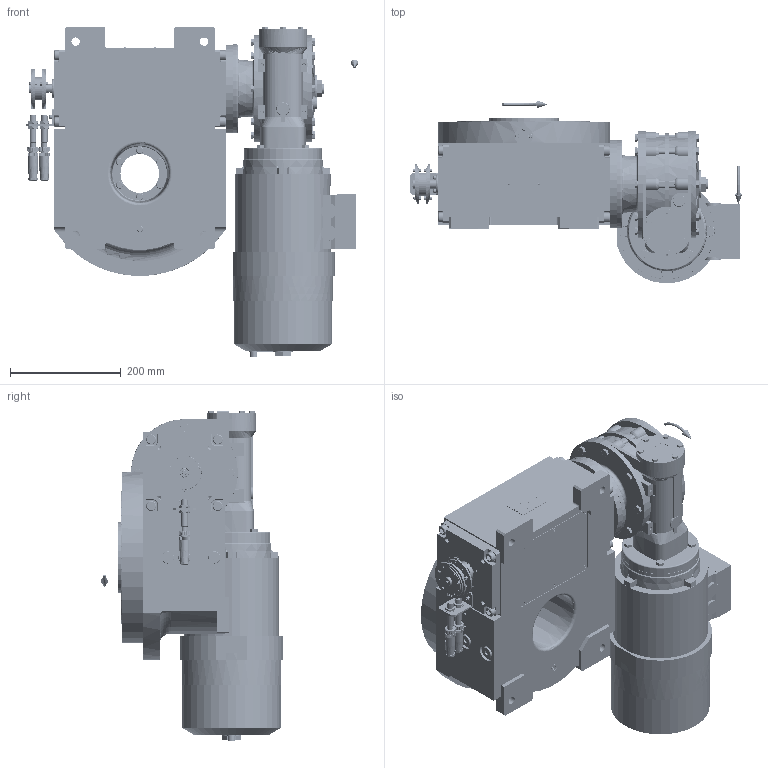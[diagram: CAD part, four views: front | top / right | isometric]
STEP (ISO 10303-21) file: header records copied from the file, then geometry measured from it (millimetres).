
FILE_DESCRIPTION (( 'STEP AP203' ), '1' );
FILE_NAME ('PC5201699.step', '2025-11-27T07:26:57', ( '' ), ( '' ), 'SwSTEP 2.0', 'SolidWorks 2020', '' );
FILE_SCHEMA (( 'CONFIG_CONTROL_DESIGN' ));
Length unit declared in the file: millimetre
Products named in the file (96): cfn2401_02_005; cfn2000_01_126; cfn2276_01_056; cfn2104_01_018; cfn2055_01_002; AS_cfn2400_04_024; cfn2003_01_054; AS_900_38_30_003; cfn2000_01_081; PC5201699; RIG09_005_AF0.stp; cfn2000_01_099; freccia_angolare_albero; cfn2155_01_196; cfn2151_01_115; AS_rig09_002_bl_003; AS_900_38_10_028; CFN2000_01_185.stp; cfn2115_02_057; CFN2104_02_018.stp; AS_rig09_004; CFN2155_01_195.stp; rig09_071_8_m.stp; rig09_002_bl_003; olio_agip_blasia_150; RIG09_021_AF0.stp; freccia_angolare; cfn2107_01_001; cfn2155_01_095; rig09_016; cfn2000_01_161; CFN2010_02_002.stp; cfn2115_02_058; RMI85_F3_LCB_SX_90B14; AS_rig09_017; CFN2203_02_002.stp; rig09_004; cfn2151_01_167; 900_38_10_028; CFN2223_02_003.stp ...
Assembly tree (88 placements, depth 5):
  cfn2276_01_056
  PC5201699
    rig09_001_a
    AS_cfn2476_01_002_60x46
      cfn2476_01_002_60x46
      cfn2107_01_001
      cfn2107_01_001
    AS_rig09_071_8_m
      rig09_071_8_m.stp
        RIG09_005_ASM.stp
          RIG09_005_AF0.stp
          RIG09_021_AF0.stp
          CFN2000_01_185.stp
          CFN2000_01_185.stp
          CFN2104_02_018.stp
        CFN2155_01_195.stp
        CFN2010_02_002.stp
      rig09_003_8
      cfn2000_01_099
      cfn2000_01_099
      cfn2000_01_099
      cfn2000_01_099
      cfn2000_01_099
      cfn2000_01_099
      cfn2000_01_099
      cfn2000_01_099
      cfn2104_01_018  x2
    AS_rig09_017
      rig09_017
      cfn2000_01_126
      cfn2000_01_126
      cfn2000_01_126
      cfn2000_01_126
      cfn2000_01_126
      cfn2000_01_126
      cfn2155_01_196
    AS_rig09_004
      rig09_004
      cfn2000_01_081
      cfn2155_01_095
      cfn2070_05_009
      cfn2000_01_081
      cfn2000_01_081
      cfn2000_01_081
    AS_rig09_004
      rig09_004
      cfn2000_01_081
      cfn2155_01_095
      cfn2070_05_009
      cfn2000_01_081
      cfn2000_01_081
      cfn2000_01_081
    AS_rig09_002_bl_003
      rig09_002_bl_003
      cfn2115_02_058
    rig09_010_s_001
    cfn2128_04_002  x3
    cfn2128_19_002
    AS_rig09_016
      rig09_016
Bounding box: 599.5 x 329.31 x 597 mm (x, y, z)
Volume: 17770629.8 mm3; surface area: 1903419.8 mm2
Topology: 76 solids, 93 shells, 5931 faces, 14951 edges, 9507 vertices
Faces by surface type: plane 2813, cylinder 1899, cone 944, torus 226, bspline 45, sphere 4
Entity records: 173775 total; most frequent: CARTESIAN_POINT 48854, ORIENTED_EDGE 23932, DIRECTION 23925, EDGE_CURVE 11966, AXIS2_PLACEMENT_3D 8788, VERTEX_POINT 7681, LINE 6349, VECTOR 6349
